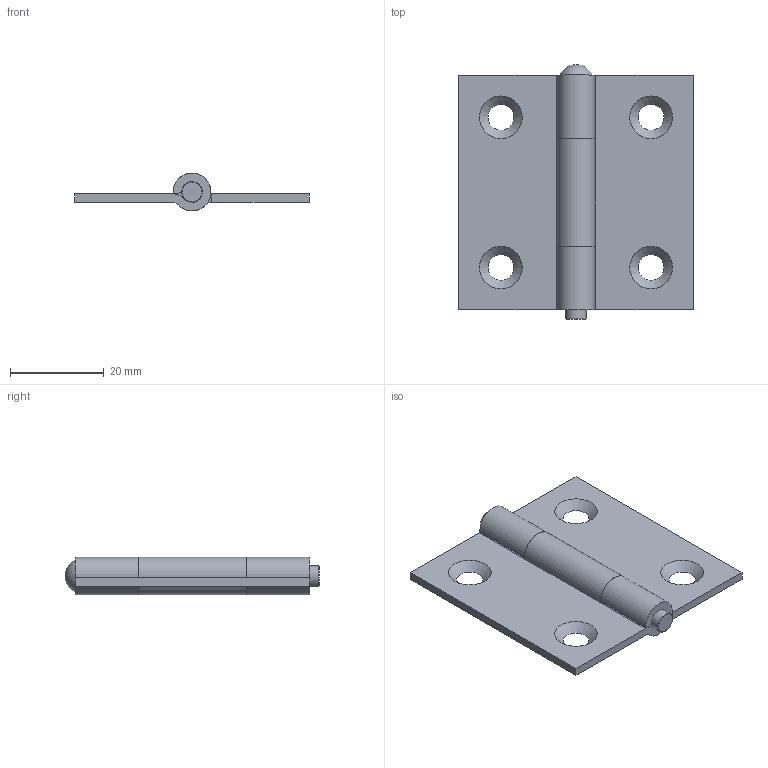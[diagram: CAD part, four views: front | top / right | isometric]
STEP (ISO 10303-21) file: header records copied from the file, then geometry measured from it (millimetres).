
FILE_DESCRIPTION (( 'STEP AP203' ), '1' );
FILE_NAME ('458-10.step', '2021-11-25T13:28:11', ( '' ), ( '' ), 'SwSTEP 2.0', 'SolidWorks 2018', '' );
FILE_SCHEMA (( 'CONFIG_CONTROL_DESIGN' ));
Length unit declared in the file: millimetre
Products named in the file (7): 458-10 Teil1; 458-10 Teil3; 458-10; 458-10 Teil2
Assembly tree (3 placements, depth 2):
  458-10 Teil1
  458-10 Teil3
  458-10
    458-10 Teil1
    458-10 Teil2
    458-10 Teil3
  458-10 Teil2
Bounding box: 50 x 54.18 x 7.98 mm (x, y, z)
Volume: 6033 mm3; surface area: 7530.8 mm2
Topology: 3 solids, 3 shells, 227 faces, 593 edges, 394 vertices
Faces by surface type: plane 126, bspline 82, cylinder 13, cone 5, sphere 1
Full cylindrical faces by diameter (mm): 4.4 x1
Entity records: 11877 total; most frequent: CARTESIAN_POINT 6217, ORIENTED_EDGE 1166, DIRECTION 759, EDGE_CURVE 583, VERTEX_POINT 390, VECTOR 383, LINE 383, EDGE_LOOP 263
